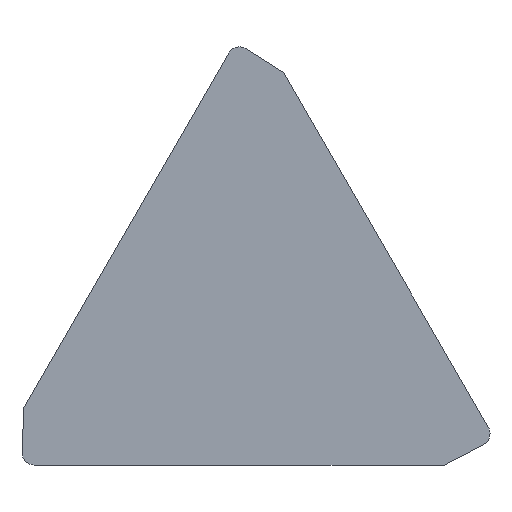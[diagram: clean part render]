
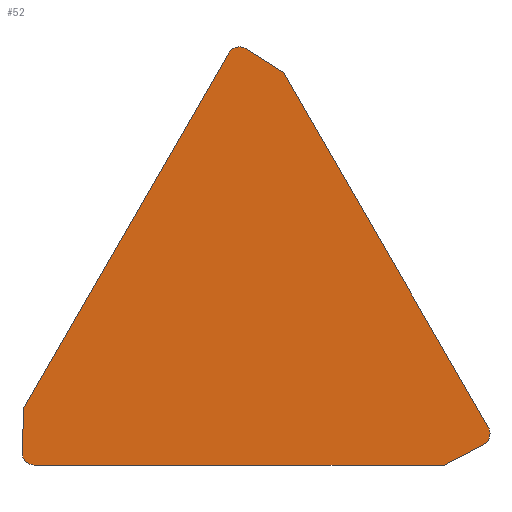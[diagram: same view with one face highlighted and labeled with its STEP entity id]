
A CAD part, top view. The second image highlights one B-rep face of the part: STEP entity #52.
In plain terms, the highlighted planar face has unit normal (0, 0, 1).
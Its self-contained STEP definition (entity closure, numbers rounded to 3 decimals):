
#52=ADVANCED_FACE('',(#83),#66,.T.);
#66=PLANE('',#455);
#83=FACE_OUTER_BOUND('',#100,.T.);
#100=EDGE_LOOP('',(#176,#177,#178,#179,#180,#181,#182,#183,#184));
#176=ORIENTED_EDGE('',*,*,#241,.F.);
#177=ORIENTED_EDGE('',*,*,#236,.F.);
#178=ORIENTED_EDGE('',*,*,#267,.F.);
#179=ORIENTED_EDGE('',*,*,#229,.F.);
#180=ORIENTED_EDGE('',*,*,#257,.F.);
#181=ORIENTED_EDGE('',*,*,#263,.F.);
#182=ORIENTED_EDGE('',*,*,#266,.F.);
#183=ORIENTED_EDGE('',*,*,#248,.T.);
#184=ORIENTED_EDGE('',*,*,#243,.F.);
#198=VERTEX_POINT('',#605);
#199=VERTEX_POINT('',#622);
#203=VERTEX_POINT('',#659);
#204=VERTEX_POINT('',#661);
#208=VERTEX_POINT('',#709);
#209=VERTEX_POINT('',#721);
#212=VERTEX_POINT('',#731);
#217=VERTEX_POINT('',#753);
#222=VERTEX_POINT('',#784);
#229=EDGE_CURVE('',#198,#199,#274,.T.);
#236=EDGE_CURVE('',#203,#204,#331,.T.);
#241=EDGE_CURVE('',#204,#208,#279,.T.);
#243=EDGE_CURVE('',#208,#209,#335,.T.);
#248=EDGE_CURVE('',#212,#209,#340,.T.);
#257=EDGE_CURVE('',#217,#198,#348,.T.);
#263=EDGE_CURVE('',#222,#217,#353,.T.);
#266=EDGE_CURVE('',#212,#222,#283,.T.);
#267=EDGE_CURVE('',#199,#203,#356,.T.);
#274=B_SPLINE_CURVE_WITH_KNOTS('',3,(#606,#607,#608,#609,#610,#611,#612,
#613,#614,#615,#616,#617,#618,#619,#620,#621),.UNSPECIFIED.,.F.,.F.,(4,
3,3,3,3,4),(0.,0.209,0.417,0.629,0.836,
1.),.UNSPECIFIED.);
#279=B_SPLINE_CURVE_WITH_KNOTS('',3,(#693,#694,#695,#696,#697,#698,#699,
#700,#701,#702,#703,#704,#705,#706,#707,#708),.UNSPECIFIED.,.F.,.F.,(4,
3,3,3,3,4),(0.,0.209,0.417,0.629,0.836,
1.),.UNSPECIFIED.);
#283=B_SPLINE_CURVE_WITH_KNOTS('',3,(#788,#789,#790,#791,#792,#793,#794,
#795,#796,#797,#798,#799,#800,#801,#802,#803),.UNSPECIFIED.,.F.,.F.,(4,
3,3,3,3,4),(0.,0.209,0.417,0.629,0.836,
1.),.UNSPECIFIED.);
#331=LINE('',#660,#374);
#335=LINE('',#720,#379);
#340=LINE('',#730,#384);
#348=LINE('',#755,#392);
#353=LINE('',#783,#397);
#356=LINE('',#813,#401);
#374=VECTOR('',#487,1.);
#379=VECTOR('',#494,1.);
#384=VECTOR('',#503,1.);
#392=VECTOR('',#517,1.);
#397=VECTOR('',#526,1.);
#401=VECTOR('',#532,1.);
#455=AXIS2_PLACEMENT_3D('',#814,#533,#534);
#487=DIRECTION('',(-1.,0.,0.));
#494=DIRECTION('',(0.044,0.999,0.));
#503=DIRECTION('',(-0.5,-0.866,0.));
#517=DIRECTION('',(0.5,-0.866,0.));
#526=DIRECTION('',(0.843,-0.537,0.));
#532=DIRECTION('',(-0.887,-0.462,0.));
#533=DIRECTION('',(0.,0.,1.));
#534=DIRECTION('',(0.5,0.866,0.));
#605=CARTESIAN_POINT('',(7.555,-3.561,-0.15));
#606=CARTESIAN_POINT('',(7.555,-3.561,-0.15));
#607=CARTESIAN_POINT('',(7.578,-3.6,-0.15));
#608=CARTESIAN_POINT('',(7.594,-3.643,-0.15));
#609=CARTESIAN_POINT('',(7.602,-3.687,-0.15));
#610=CARTESIAN_POINT('',(7.61,-3.731,-0.15));
#611=CARTESIAN_POINT('',(7.611,-3.777,-0.15));
#612=CARTESIAN_POINT('',(7.604,-3.821,-0.15));
#613=CARTESIAN_POINT('',(7.598,-3.866,-0.15));
#614=CARTESIAN_POINT('',(7.583,-3.91,-0.15));
#615=CARTESIAN_POINT('',(7.562,-3.95,-0.15));
#616=CARTESIAN_POINT('',(7.541,-3.989,-0.15));
#617=CARTESIAN_POINT('',(7.513,-4.025,-0.15));
#618=CARTESIAN_POINT('',(7.48,-4.055,-0.15));
#619=CARTESIAN_POINT('',(7.454,-4.079,-0.15));
#620=CARTESIAN_POINT('',(7.425,-4.1,-0.15));
#621=CARTESIAN_POINT('',(7.394,-4.116,-0.15));
#622=CARTESIAN_POINT('',(7.394,-4.116,-0.15));
#659=CARTESIAN_POINT('',(6.152,-4.763,-0.15));
#660=CARTESIAN_POINT('',(6.152,-4.763,-0.15));
#661=CARTESIAN_POINT('',(-6.862,-4.762,-0.15));
#693=CARTESIAN_POINT('',(-6.862,-4.762,-0.15));
#694=CARTESIAN_POINT('',(-6.906,-4.763,-0.15));
#695=CARTESIAN_POINT('',(-6.952,-4.755,-0.15));
#696=CARTESIAN_POINT('',(-6.994,-4.74,-0.15));
#697=CARTESIAN_POINT('',(-7.036,-4.725,-0.15));
#698=CARTESIAN_POINT('',(-7.076,-4.703,-0.15));
#699=CARTESIAN_POINT('',(-7.111,-4.675,-0.15));
#700=CARTESIAN_POINT('',(-7.147,-4.647,-0.15));
#701=CARTESIAN_POINT('',(-7.178,-4.612,-0.15));
#702=CARTESIAN_POINT('',(-7.201,-4.574,-0.15));
#703=CARTESIAN_POINT('',(-7.225,-4.536,-0.15));
#704=CARTESIAN_POINT('',(-7.242,-4.494,-0.15));
#705=CARTESIAN_POINT('',(-7.252,-4.451,-0.15));
#706=CARTESIAN_POINT('',(-7.26,-4.416,-0.15));
#707=CARTESIAN_POINT('',(-7.263,-4.38,-0.15));
#708=CARTESIAN_POINT('',(-7.261,-4.345,-0.15));
#709=CARTESIAN_POINT('',(-7.261,-4.345,-0.15));
#720=CARTESIAN_POINT('',(-7.261,-4.345,-0.15));
#721=CARTESIAN_POINT('',(-7.2,-2.946,-0.15));
#730=CARTESIAN_POINT('',(-0.694,8.324,-0.15));
#731=CARTESIAN_POINT('',(-0.694,8.324,-0.15));
#753=CARTESIAN_POINT('',(1.049,7.709,-0.15));
#755=CARTESIAN_POINT('',(1.049,7.709,-0.15));
#783=CARTESIAN_POINT('',(-0.132,8.461,-0.15));
#784=CARTESIAN_POINT('',(-0.132,8.461,-0.15));
#788=CARTESIAN_POINT('',(-0.694,8.324,-0.15));
#789=CARTESIAN_POINT('',(-0.671,8.362,-0.15));
#790=CARTESIAN_POINT('',(-0.642,8.398,-0.15));
#791=CARTESIAN_POINT('',(-0.608,8.427,-0.15));
#792=CARTESIAN_POINT('',(-0.574,8.456,-0.15));
#793=CARTESIAN_POINT('',(-0.535,8.48,-0.15));
#794=CARTESIAN_POINT('',(-0.493,8.496,-0.15));
#795=CARTESIAN_POINT('',(-0.451,8.513,-0.15));
#796=CARTESIAN_POINT('',(-0.405,8.522,-0.15));
#797=CARTESIAN_POINT('',(-0.36,8.523,-0.15));
#798=CARTESIAN_POINT('',(-0.316,8.525,-0.15));
#799=CARTESIAN_POINT('',(-0.271,8.519,-0.15));
#800=CARTESIAN_POINT('',(-0.228,8.506,-0.15));
#801=CARTESIAN_POINT('',(-0.195,8.495,-0.15));
#802=CARTESIAN_POINT('',(-0.162,8.48,-0.15));
#803=CARTESIAN_POINT('',(-0.132,8.461,-0.15));
#813=CARTESIAN_POINT('',(7.394,-4.116,-0.15));
#814=CARTESIAN_POINT('',(0.,0.,-0.15));
